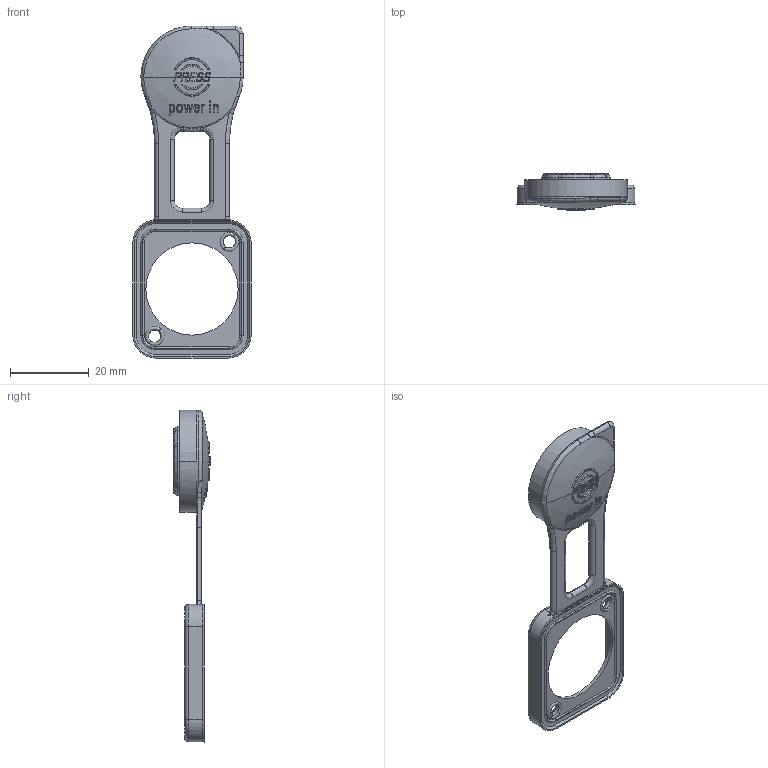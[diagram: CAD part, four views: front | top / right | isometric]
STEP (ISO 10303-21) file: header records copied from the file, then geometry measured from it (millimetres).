
FILE_DESCRIPTION((''),'2;1');
FILE_NAME('024','2022-07-28T18:29:16',('lwb'),(''),'CREO PARAMETRIC BY PTC INC, 2018050','CREO PARAMETRIC BY PTC INC, 2018050','');
FILE_SCHEMA(('CONFIG_CONTROL_DESIGN'));
Length unit declared in the file: millimetre
Products named in the file (1): 024
Bounding box: 30.14 x 9.3 x 84.57 mm (x, y, z)
Volume: 3882.5 mm3; surface area: 5371.9 mm2
Topology: 1 solids, 1 shells, 581 faces, 1597 edges, 1032 vertices
Faces by surface type: plane 271, torus 93, cylinder 74, extrusion 59, cone 36, sphere 31, bspline 17
Entity records: 20332 total; most frequent: CARTESIAN_POINT 5099, DIRECTION 3410, ORIENTED_EDGE 3174, EDGE_CURVE 1587, AXIS2_PLACEMENT_3D 1443, VERTEX_POINT 1032, CIRCLE 938, EDGE_LOOP 613
